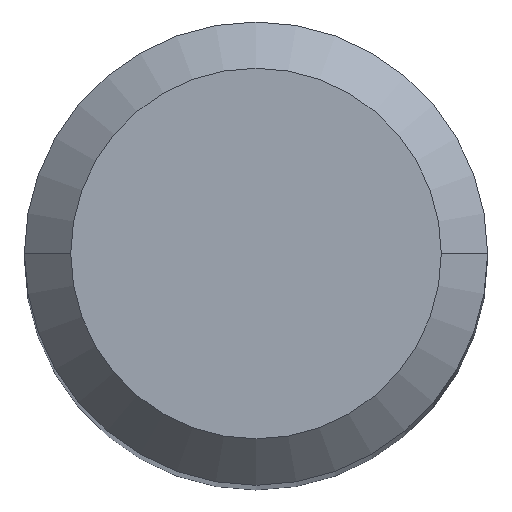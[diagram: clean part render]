
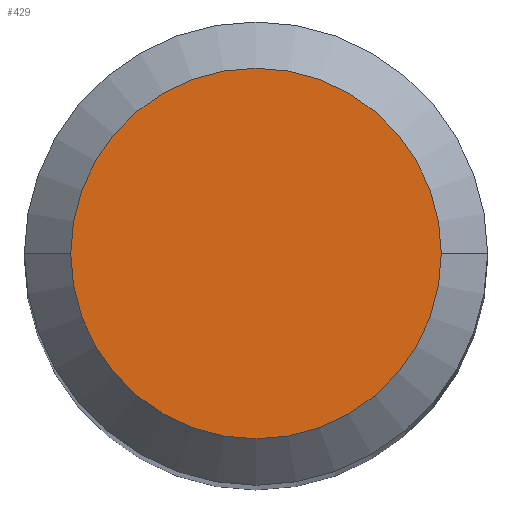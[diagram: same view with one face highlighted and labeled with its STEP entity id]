
A CAD part, top view. The second image highlights one B-rep face of the part: STEP entity #429.
In plain terms, the highlighted planar face has unit normal (0, 0, 1).
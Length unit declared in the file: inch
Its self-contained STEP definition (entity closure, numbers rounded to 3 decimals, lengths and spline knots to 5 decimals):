
#28 = DIRECTION ( 'NONE',  ( 1., 0., 0. ) ) ;
#51 = DIRECTION ( 'NONE',  ( 1., 0., 0. ) ) ;
#61 = CARTESIAN_POINT ( 'NONE',  ( 0., 0., 0. ) ) ;
#69 = CIRCLE ( 'NONE', #228, 0.126 ) ;
#103 = DIRECTION ( 'NONE',  ( 0., 0., -1. ) ) ;
#119 = CIRCLE ( 'NONE', #461, 0.126 ) ;
#134 = VERTEX_POINT ( 'NONE', #224 ) ;
#142 = FACE_OUTER_BOUND ( 'NONE', #363, .T. ) ;
#160 = AXIS2_PLACEMENT_3D ( 'NONE', #457, #103, #378 ) ;
#161 = CARTESIAN_POINT ( 'NONE',  ( 0., 0., 0. ) ) ;
#174 = EDGE_CURVE ( 'NONE', #134, #239, #119, .T. ) ;
#181 = DIRECTION ( 'NONE',  ( 0., 0., 1. ) ) ;
#201 = DIRECTION ( 'NONE',  ( 0., 0., 1. ) ) ;
#222 = PLANE ( 'NONE',  #160 ) ;
#224 = CARTESIAN_POINT ( 'NONE',  ( -0.126, 0., 0. ) ) ;
#228 = AXIS2_PLACEMENT_3D ( 'NONE', #161, #201, #51 ) ;
#239 = VERTEX_POINT ( 'NONE', #300 ) ;
#257 = EDGE_CURVE ( 'NONE', #239, #134, #69, .T. ) ;
#300 = CARTESIAN_POINT ( 'NONE',  ( 0.126, 0., 0. ) ) ;
#322 = ORIENTED_EDGE ( 'NONE', *, *, #257, .T. ) ;
#363 = EDGE_LOOP ( 'NONE', ( #404, #322 ) ) ;
#378 = DIRECTION ( 'NONE',  ( -1., 0., 0. ) ) ;
#404 = ORIENTED_EDGE ( 'NONE', *, *, #174, .T. ) ;
#429 = ADVANCED_FACE ( 'NONE', ( #142 ), #222, .F. ) ;
#457 = CARTESIAN_POINT ( 'NONE',  ( 0., 0., 0. ) ) ;
#461 = AXIS2_PLACEMENT_3D ( 'NONE', #61, #181, #28 ) ;
